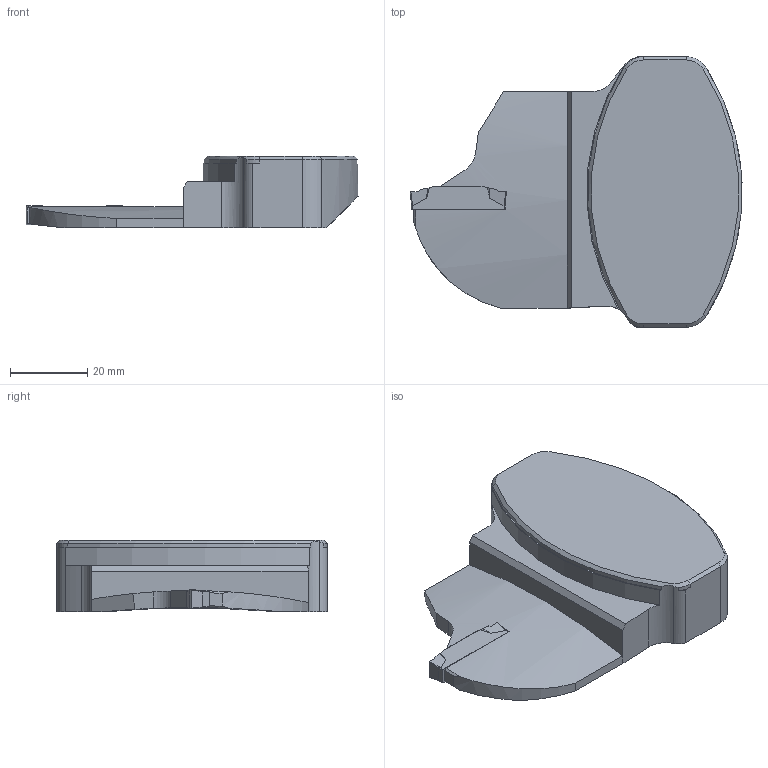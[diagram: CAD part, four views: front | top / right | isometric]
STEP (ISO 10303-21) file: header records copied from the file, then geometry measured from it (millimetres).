
FILE_DESCRIPTION(/* description */ (''),/* implementation_level */ '2;1');
FILE_NAME(/* name */ '1549604169911.stp',/* time_stamp */ '2019-02-08T11:06:36+06:00',/* author */ (''),/* organization */ ('SMS'),/* preprocessor_version */ 'ST-DEVELOPER v15',/* originating_system */ 'SIEMENS PLM Software NX 8.5',/* authorisation */ '');
FILE_SCHEMA (('AUTOMOTIVE_DESIGN { 1 0 10303 214 3 1 1 1 }'));
Length unit declared in the file: millimetre
Products named in the file (4): ASSEMBLY_CONSTRUCTION; 201539471mod000_00; 201713299mod000_00; 201713297mod000_00
Assembly tree (3 placements, depth 2):
  201713297mod000_00
    201713299mod000_00
    201539471mod000_00
    ASSEMBLY_CONSTRUCTION
Bounding box: 85.95 x 70 x 18.62 mm (x, y, z)
Volume: 52027.7 mm3; surface area: 12624 mm2
Topology: 2 solids, 2 shells, 81 faces, 224 edges, 153 vertices
Faces by surface type: plane 42, cylinder 20, cone 8, bspline 7, extrusion 4
Entity records: 3029 total; most frequent: CARTESIAN_POINT 841, ORIENTED_EDGE 446, DIRECTION 405, EDGE_CURVE 223, VERTEX_POINT 146, AXIS2_PLACEMENT_3D 138, VECTOR 129, LINE 125
